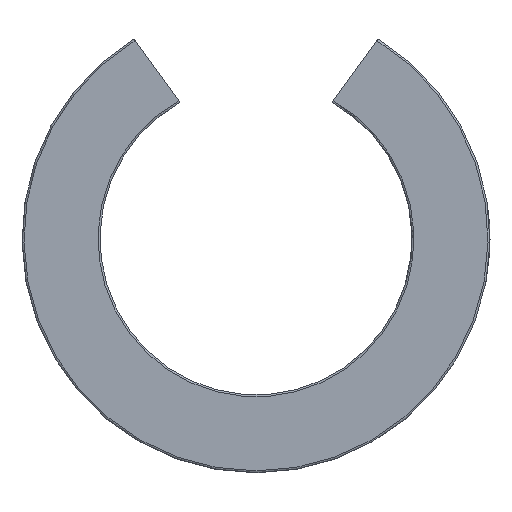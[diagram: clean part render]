
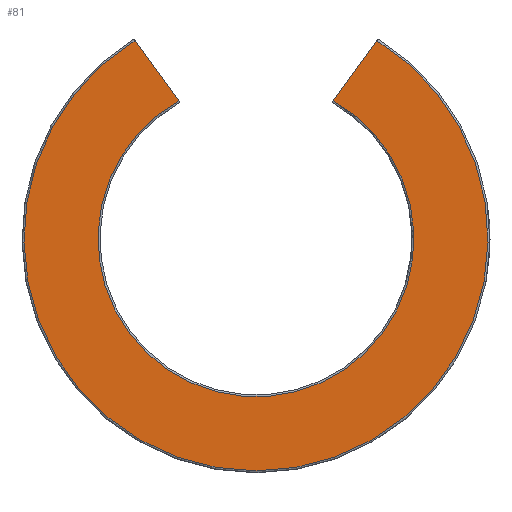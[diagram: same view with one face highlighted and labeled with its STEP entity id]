
A CAD part, left-side view. The second image highlights one B-rep face of the part: STEP entity #81.
In plain terms, the highlighted planar face has unit normal (-1, 0, 0).
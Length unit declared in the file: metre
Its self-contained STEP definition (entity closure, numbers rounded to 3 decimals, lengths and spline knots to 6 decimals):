
#81 = ADVANCED_FACE( '', ( #170 ), #171, .T. );
#170 = FACE_OUTER_BOUND( '', #261, .T. );
#171 = PLANE( '', #262 );
#261 = EDGE_LOOP( '', ( #458, #459, #460, #461 ) );
#262 = AXIS2_PLACEMENT_3D( '', #462, #463, #464 );
#458 = ORIENTED_EDGE( '', *, *, #584, .T. );
#459 = ORIENTED_EDGE( '', *, *, #627, .T. );
#460 = ORIENTED_EDGE( '', *, *, #587, .T. );
#461 = ORIENTED_EDGE( '', *, *, #602, .T. );
#462 = CARTESIAN_POINT( '', ( -0.0825, 0., 0. ) );
#463 = DIRECTION( '', ( -1., 0., 0. ) );
#464 = DIRECTION( '', ( 0., -1., 0. ) );
#584 = EDGE_CURVE( '', #710, #708, #711, .F. );
#587 = EDGE_CURVE( '', #714, #715, #716, .T. );
#602 = EDGE_CURVE( '', #715, #710, #739, .T. );
#627 = EDGE_CURVE( '', #708, #714, #774, .T. );
#708 = VERTEX_POINT( '', #999 );
#710 = VERTEX_POINT( '', #1006 );
#711 = CIRCLE( '', #1007, 0.0405 );
#714 = VERTEX_POINT( '', #1015 );
#715 = VERTEX_POINT( '', #1016 );
#716 = CIRCLE( '', #1017, 0.0595 );
#739 = LINE( '', #1068, #1069 );
#774 = LINE( '', #1118, #1119 );
#999 = CARTESIAN_POINT( '', ( -0.0825, 0.019796, 0.035332 ) );
#1006 = CARTESIAN_POINT( '', ( -0.0825, -0.019796, 0.035332 ) );
#1007 = AXIS2_PLACEMENT_3D( '', #1209, #1210, #1211 );
#1015 = CARTESIAN_POINT( '', ( -0.0825, 0.031017, 0.050776 ) );
#1016 = CARTESIAN_POINT( '', ( -0.0825, -0.031017, 0.050776 ) );
#1017 = AXIS2_PLACEMENT_3D( '', #1212, #1213, #1214 );
#1068 = CARTESIAN_POINT( '', ( -0.0825, 0.003845, 0.002793 ) );
#1069 = VECTOR( '', #1226, 1. );
#1118 = CARTESIAN_POINT( '', ( -0.0825, -0.003845, 0.002793 ) );
#1119 = VECTOR( '', #1256, 1. );
#1209 = CARTESIAN_POINT( '', ( -0.0825, 0., 0. ) );
#1210 = DIRECTION( '', ( -1., 0., 0. ) );
#1211 = DIRECTION( '', ( 0., -1., 0. ) );
#1212 = CARTESIAN_POINT( '', ( -0.0825, 0., 0. ) );
#1213 = DIRECTION( '', ( -1., 0., 0. ) );
#1214 = DIRECTION( '', ( 0., -1., 0. ) );
#1226 = DIRECTION( '', ( 0., 0.588, -0.809 ) );
#1256 = DIRECTION( '', ( 0., 0.588, 0.809 ) );
